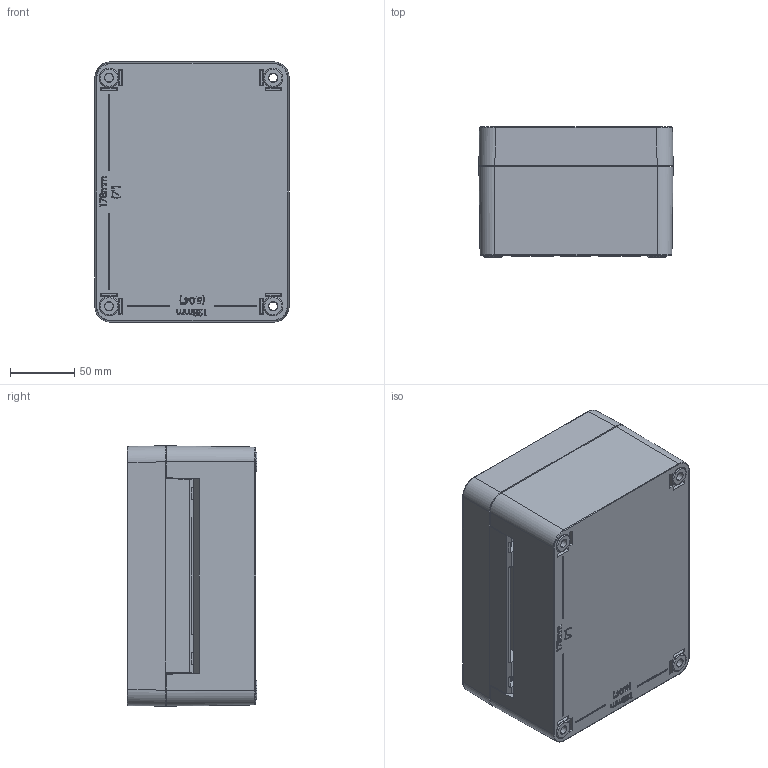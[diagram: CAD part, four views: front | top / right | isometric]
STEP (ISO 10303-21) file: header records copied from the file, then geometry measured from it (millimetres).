
FILE_DESCRIPTION (( 'STEP AP214' ), '1' );
FILE_NAME ('21201500.STEP', '2008-11-11T10:44:08', ( ' ' ), ( '' ), 'SwSTEP 2.0', 'SolidWorks 2008', '' );
FILE_SCHEMA (( 'AUTOMOTIVE_DESIGN' ));
Length unit declared in the file: millimetre
Products named in the file (10): 21201500; 86234_Standard; 25304_Standard; 86233_Standard; 26304_Standard; 82009_Standard; 94412_Standard; 83010_Standard; 94144_Vorspannung 4 mm
Assembly tree (16 placements, depth 3):
  21201500
    94144_Vorspannung 4 mm  x2
    25304_Standard
      86234_Standard  x2
      86233_Standard  x4
      25304_Standard
    82009_Standard
    94412_Standard  x2
    83010_Standard  x2
    26304_Standard
Bounding box: 151.5 x 101.1 x 203 mm (x, y, z)
Volume: 294368 mm3; surface area: 300495.8 mm2
Topology: 14 solids, 15 shells, 3248 faces, 7586 edges, 3953 vertices
Faces by surface type: bspline 1201, cylinder 1038, plane 570, sphere 262, cone 96, torus 81
Entity records: 139575 total; most frequent: CARTESIAN_POINT 83922, ORIENTED_EDGE 13062, DIRECTION 9266, EDGE_CURVE 6531, VERTEX_POINT 3618, AXIS2_PLACEMENT_3D 3546, EDGE_LOOP 3097, FACE_OUTER_BOUND 3002
